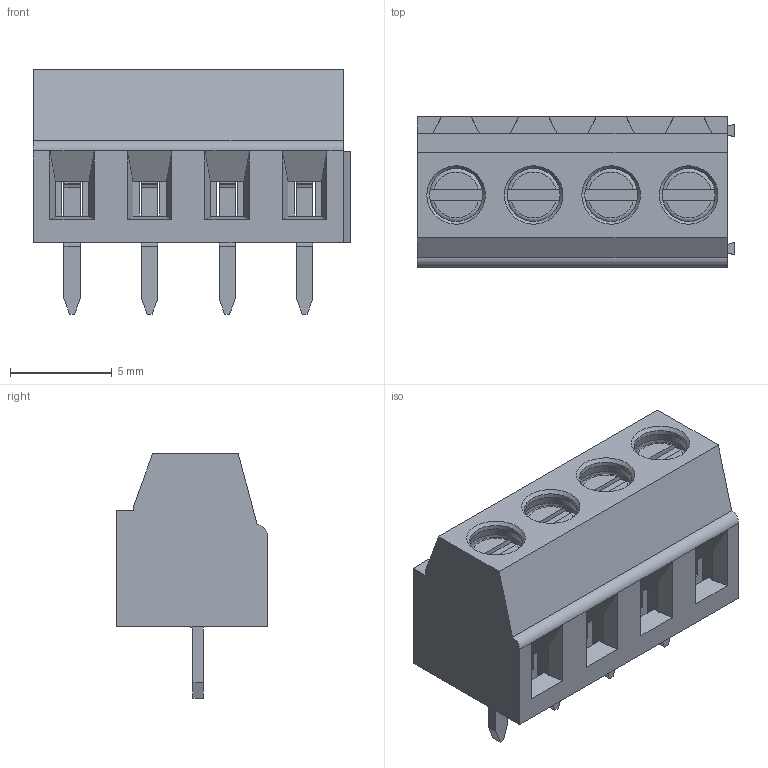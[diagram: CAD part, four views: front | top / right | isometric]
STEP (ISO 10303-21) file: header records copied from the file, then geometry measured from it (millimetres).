
FILE_DESCRIPTION(/* description */ ('STEP AP214','CAx-IF Rec.Pracs.---Representation and Presentation of Product Manufacturing Information (PMI)---4.0---2014-10-13'),/* implementation_level */ '2;1');
FILE_NAME(/* name */ 'Conn-4pin-YO0421500000G v1.step',/* time_stamp */ '2025-03-07T09:07:48-08:00',/* author */ (''),/* organization */ (''),/* preprocessor_version */ 'ST-DEVELOPER v20',/* originating_system */ 'Autodesk Translation Framework v13.20.0.188',/* authorisation */ '');
FILE_SCHEMA (('AP242_MANAGED_MODEL_BASED_3D_ENGINEERING_MIM_LF { 1 0 10303 442 1 1 4 }'));
Length unit declared in the file: millimetre
Products named in the file (1): EBWA-04-A
Bounding box: 15.59 x 7.4 x 12.01 mm (x, y, z)
Volume: 694.4 mm3; surface area: 1608 mm2
Topology: 13 solids, 13 shells, 347 faces, 967 edges, 626 vertices
Faces by surface type: plane 262, cylinder 53, cone 20, torus 12
Full cylindrical faces by diameter (mm): 1.192 x4, 1.193 x4, 1.885 x8, 2.598 x4, 2.722 x4, 2.787 x4
Entity records: 11222 total; most frequent: CARTESIAN_POINT 2085, ORIENTED_EDGE 1934, DIRECTION 1829, EDGE_CURVE 967, LINE 769, VECTOR 769, VERTEX_POINT 626, AXIS2_PLACEMENT_3D 530
